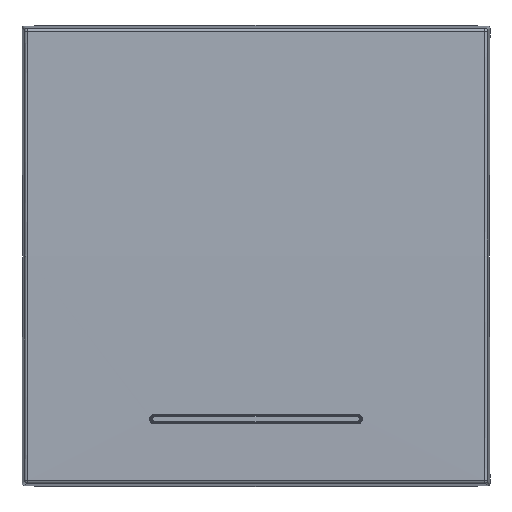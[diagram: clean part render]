
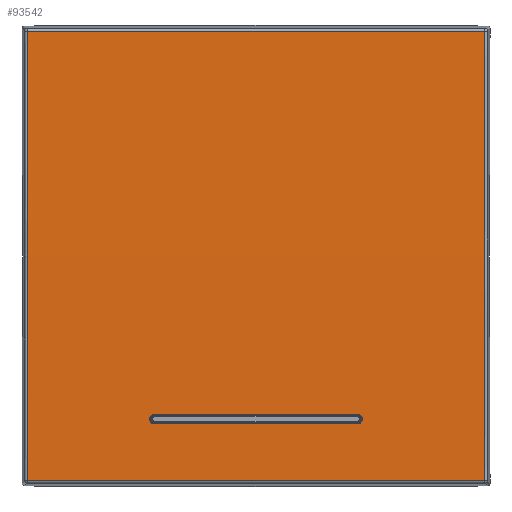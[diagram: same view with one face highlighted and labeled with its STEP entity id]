
A CAD part, top view. The second image highlights one B-rep face of the part: STEP entity #93542.
In plain terms, the highlighted cylindrical face has radius 1600 mm (diameter 3200 mm), a partial arc.
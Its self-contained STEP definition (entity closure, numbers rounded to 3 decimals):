
#70059=CARTESIAN_POINT('',(-27.202,7.71,
26.707));
#70060=CARTESIAN_POINT('',(-27.2,7.77,
23.124));
#70061=CARTESIAN_POINT('',(-27.196,7.864,
16.006));
#70062=CARTESIAN_POINT('',(-27.193,7.934,
5.746));
#70063=CARTESIAN_POINT('',(-27.193,7.938,
-4.91));
#70064=CARTESIAN_POINT('',(-27.196,7.867,
-15.784));
#70065=CARTESIAN_POINT('',(-27.2,7.771,
-23.056));
#70066=CARTESIAN_POINT('',(-27.202,7.71,
-26.707));
#70068=DIRECTION('',(1.,0.,0.));
#70069=VECTOR('',#70068,54.405);
#70070=CARTESIAN_POINT('',(-27.202,7.71,
-26.707));
#70071=LINE('22880',#70070,#70069);
#70072=CARTESIAN_POINT('',(27.202,7.71,
-26.707));
#70073=CARTESIAN_POINT('',(27.2,7.77,
-23.124));
#70074=CARTESIAN_POINT('',(27.196,7.864,
-16.006));
#70075=CARTESIAN_POINT('',(27.193,7.934,
-5.745));
#70076=CARTESIAN_POINT('',(27.193,7.938,4.91));
#70077=CARTESIAN_POINT('',(27.196,7.867,15.784));
#70078=CARTESIAN_POINT('',(27.2,7.771,23.056));
#70079=CARTESIAN_POINT('',(27.202,7.71,26.707));
#70081=DIRECTION('',(-1.,0.,0.));
#70082=VECTOR('',#70081,54.405);
#70083=CARTESIAN_POINT('',(27.202,7.71,26.707));
#70084=LINE('22886',#70083,#70082);
#70085=CARTESIAN_POINT('',(-12.1,7.809,19.947));
#70086=CARTESIAN_POINT('',(-12.123,7.809,
19.947));
#70087=CARTESIAN_POINT('',(-12.168,7.809,
19.944));
#70088=CARTESIAN_POINT('',(-12.236,7.809,
19.932));
#70089=CARTESIAN_POINT('',(-12.302,7.809,
19.91));
#70090=CARTESIAN_POINT('',(-12.364,7.809,
19.881));
#70091=CARTESIAN_POINT('',(-12.422,7.81,
19.844));
#70092=CARTESIAN_POINT('',(-12.475,7.81,
19.8));
#70093=CARTESIAN_POINT('',(-12.522,7.811,
19.75));
#70094=CARTESIAN_POINT('',(-12.562,7.812,
19.695));
#70095=CARTESIAN_POINT('',(-12.596,7.812,
19.634));
#70096=CARTESIAN_POINT('',(-12.621,7.813,
19.571));
#70097=CARTESIAN_POINT('',(-12.638,7.814,
19.504));
#70098=CARTESIAN_POINT('',(-12.647,7.815,
19.436));
#70099=CARTESIAN_POINT('',(-12.647,7.816,
19.367));
#70100=CARTESIAN_POINT('',(-12.638,7.817,
19.299));
#70101=CARTESIAN_POINT('',(-12.621,7.817,
19.232));
#70102=CARTESIAN_POINT('',(-12.596,7.818,
19.168));
#70103=CARTESIAN_POINT('',(-12.563,7.819,
19.108));
#70104=CARTESIAN_POINT('',(-12.523,7.819,
19.052));
#70105=CARTESIAN_POINT('',(-12.476,7.82,
19.002));
#70106=CARTESIAN_POINT('',(-12.423,7.821,
18.958));
#70107=CARTESIAN_POINT('',(-12.365,7.821,
18.921));
#70108=CARTESIAN_POINT('',(-12.302,7.821,
18.892));
#70109=CARTESIAN_POINT('',(-12.237,7.822,
18.87));
#70110=CARTESIAN_POINT('',(-12.169,7.822,
18.857));
#70111=CARTESIAN_POINT('',(-12.123,7.822,
18.854));
#70112=CARTESIAN_POINT('',(-12.1,7.822,18.854));
#70114=DIRECTION('',(-1.,0.,0.));
#70115=VECTOR('',#70114,24.2);
#70116=CARTESIAN_POINT('',(12.1,7.809,19.947));
#70117=LINE('22921',#70116,#70115);
#70118=CARTESIAN_POINT('',(12.1,7.822,18.854));
#70119=CARTESIAN_POINT('',(12.123,7.822,18.854));
#70120=CARTESIAN_POINT('',(12.168,7.822,18.857));
#70121=CARTESIAN_POINT('',(12.236,7.822,18.87));
#70122=CARTESIAN_POINT('',(12.302,7.821,18.891));
#70123=CARTESIAN_POINT('',(12.364,7.821,18.921));
#70124=CARTESIAN_POINT('',(12.422,7.821,18.958));
#70125=CARTESIAN_POINT('',(12.475,7.82,19.001));
#70126=CARTESIAN_POINT('',(12.522,7.819,19.051));
#70127=CARTESIAN_POINT('',(12.562,7.819,19.107));
#70128=CARTESIAN_POINT('',(12.596,7.818,19.167));
#70129=CARTESIAN_POINT('',(12.621,7.817,19.231));
#70130=CARTESIAN_POINT('',(12.638,7.817,19.298));
#70131=CARTESIAN_POINT('',(12.647,7.816,19.366));
#70132=CARTESIAN_POINT('',(12.647,7.815,19.435));
#70133=CARTESIAN_POINT('',(12.638,7.814,19.503));
#70134=CARTESIAN_POINT('',(12.621,7.813,19.57));
#70135=CARTESIAN_POINT('',(12.596,7.812,19.633));
#70136=CARTESIAN_POINT('',(12.563,7.812,19.694));
#70137=CARTESIAN_POINT('',(12.523,7.811,19.75));
#70138=CARTESIAN_POINT('',(12.476,7.81,19.8));
#70139=CARTESIAN_POINT('',(12.423,7.81,19.843));
#70140=CARTESIAN_POINT('',(12.365,7.809,19.881));
#70141=CARTESIAN_POINT('',(12.302,7.809,19.91));
#70142=CARTESIAN_POINT('',(12.237,7.809,19.931));
#70143=CARTESIAN_POINT('',(12.169,7.809,19.944));
#70144=CARTESIAN_POINT('',(12.123,7.809,19.947));
#70145=CARTESIAN_POINT('',(12.1,7.809,19.947));
#70147=DIRECTION('',(1.,0.,0.));
#70148=VECTOR('',#70147,24.2);
#70149=CARTESIAN_POINT('',(-12.1,7.822,18.854));
#70150=LINE('22917',#70149,#70148);
#87155=VERTEX_POINT('',#70059);
#87156=VERTEX_POINT('',#70066);
#87157=CARTESIAN_POINT('',(27.202,7.71,
-26.707));
#87158=VERTEX_POINT('',#87157);
#87159=VERTEX_POINT('',#70079);
#87160=VERTEX_POINT('',#70085);
#87161=VERTEX_POINT('',#70112);
#87162=CARTESIAN_POINT('',(12.1,7.822,18.854));
#87163=VERTEX_POINT('',#87162);
#87164=VERTEX_POINT('',#70145);
#93518=CARTESIAN_POINT('',(-27.8,-1592.067,0.));
#93519=DIRECTION('',(1.,0.,0.));
#93520=DIRECTION('',(0.,0.,-1.));
#93521=AXIS2_PLACEMENT_3D('',#93518,#93519,#93520);
#93522=CYLINDRICAL_SURFACE('22866',#93521,1600.);
#93524=ORIENTED_EDGE('22877',*,*,#93523,.T.);
#93526=ORIENTED_EDGE('22880',*,*,#93525,.T.);
#93528=ORIENTED_EDGE('22883',*,*,#93527,.T.);
#93530=ORIENTED_EDGE('22886',*,*,#93529,.T.);
#93531=EDGE_LOOP('22866',(#93524,#93526,#93528,#93530));
#93532=FACE_OUTER_BOUND('22866',#93531,.F.);
#93534=ORIENTED_EDGE('22915',*,*,#93533,.F.);
#93536=ORIENTED_EDGE('22921',*,*,#93535,.F.);
#93538=ORIENTED_EDGE('22919',*,*,#93537,.F.);
#93539=ORIENTED_EDGE('22917',*,*,#93508,.F.);
#93540=EDGE_LOOP('22866',(#93534,#93536,#93538,#93539));
#93541=FACE_BOUND('22866',#93540,.F.);
#70067=B_SPLINE_CURVE_WITH_KNOTS('22877',3,(#70059,#70060,#70061,#70062,#70063,
#70064,#70065,#70066),.UNSPECIFIED.,.F.,.F.,(4,1,1,1,1,4),(0.,0.2,0.4,
0.6,0.8,1.),.UNSPECIFIED.);
#70080=B_SPLINE_CURVE_WITH_KNOTS('22883',3,(#70072,#70073,#70074,#70075,#70076,
#70077,#70078,#70079),.UNSPECIFIED.,.F.,.F.,(4,1,1,1,1,4),(0.,0.2,0.4,
0.6,0.8,1.),.UNSPECIFIED.);
#70113=B_SPLINE_CURVE_WITH_KNOTS('22915',3,(#70085,#70086,#70087,#70088,#70089,
#70090,#70091,#70092,#70093,#70094,#70095,#70096,#70097,#70098,#70099,#70100,
#70101,#70102,#70103,#70104,#70105,#70106,#70107,#70108,#70109,#70110,#70111,
#70112),.UNSPECIFIED.,.F.,.F.,(4,1,1,1,1,1,1,1,1,1,1,1,1,1,1,1,1,1,1,1,1,1,1,1,
1,4),(0.,0.04,0.08,0.12,0.16,0.2,0.24,0.28,0.32,0.36,0.4,
0.44,0.48,0.52,0.56,0.6,0.64,0.68,0.72,0.76,0.8,0.84,
0.88,0.92,0.96,1.),.UNSPECIFIED.);
#70146=B_SPLINE_CURVE_WITH_KNOTS('22919',3,(#70118,#70119,#70120,#70121,#70122,
#70123,#70124,#70125,#70126,#70127,#70128,#70129,#70130,#70131,#70132,#70133,
#70134,#70135,#70136,#70137,#70138,#70139,#70140,#70141,#70142,#70143,#70144,
#70145),.UNSPECIFIED.,.F.,.F.,(4,1,1,1,1,1,1,1,1,1,1,1,1,1,1,1,1,1,1,1,1,1,1,1,
1,4),(0.,0.04,0.08,0.12,0.16,0.2,0.24,0.28,0.32,0.36,0.4,
0.44,0.48,0.52,0.56,0.6,0.64,0.68,0.72,0.76,0.8,0.84,
0.88,0.92,0.96,1.),.UNSPECIFIED.);
#93508=EDGE_CURVE('22917',#87161,#87163,#70150,.T.);
#93523=EDGE_CURVE('22877',#87155,#87156,#70067,.T.);
#93525=EDGE_CURVE('22880',#87156,#87158,#70071,.T.);
#93527=EDGE_CURVE('22883',#87158,#87159,#70080,.T.);
#93529=EDGE_CURVE('22886',#87159,#87155,#70084,.T.);
#93533=EDGE_CURVE('22915',#87160,#87161,#70113,.T.);
#93535=EDGE_CURVE('22921',#87164,#87160,#70117,.T.);
#93537=EDGE_CURVE('22919',#87163,#87164,#70146,.T.);
#93542=ADVANCED_FACE('22866',(#93532,#93541),#93522,.T.);
